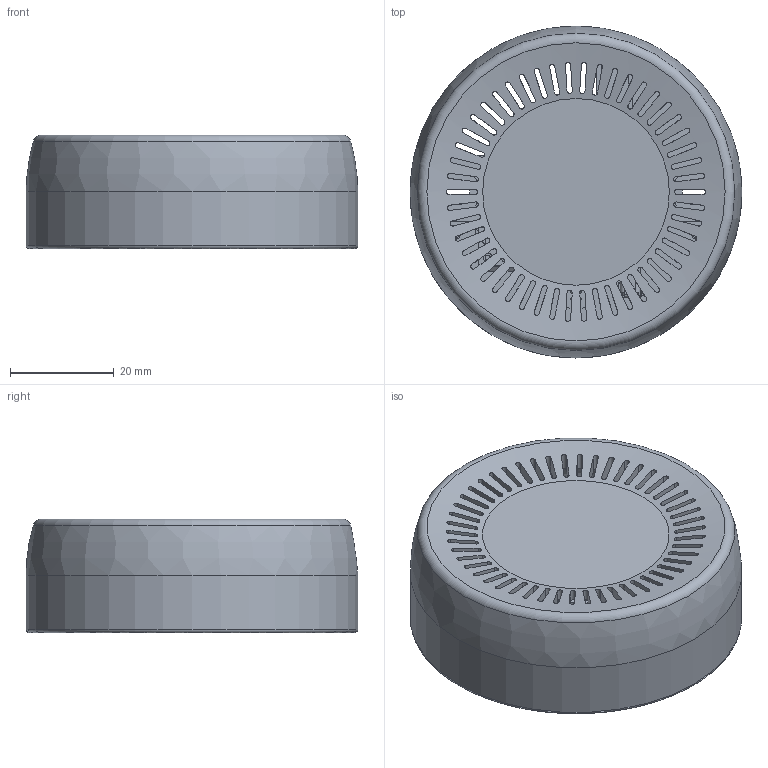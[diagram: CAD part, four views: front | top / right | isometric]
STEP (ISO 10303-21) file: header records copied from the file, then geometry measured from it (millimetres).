
FILE_DESCRIPTION(('STEP AP214'), '1');
FILE_NAME('栖闉罻', '', ('UNSPECIFIED'), ('UNSPECIFIED'), 'C3D Converter', 'C3D Toolkit', '');
FILE_SCHEMA(('AUTOMOTIVE_DESIGN { 1 0 10303 214 3 1 1}'));
Length unit declared in the file: millimetre
Products named in the file (7): Деталь 1; Деталь 2; Деталь 3; Деталь 4; Винт
Assembly tree (6 placements, depth 3):
  (unnamed)
    Деталь 1
    Деталь 2
    Деталь 3
    Деталь 4
    Винт
      (unnamed)
Bounding box: 64 x 64 x 21.93 mm (x, y, z)
Volume: 27359 mm3; surface area: 28939.3 mm2
Topology: 7 solids, 7 shells, 4733 faces, 13646 edges, 8916 vertices
Faces by surface type: plane 3291, cylinder 872, revolution 398, bspline 89, cone 45, torus 38
Full cylindrical faces by diameter (mm): 0.5 x24, 0.8 x1, 1 x15, 1.1 x1, 1.2 x4, 1.3 x2, 1.4 x2, 1.8 x8, 1.9 x4, 2 x2, 2.5 x2, 3.5 x1, 5 x2, 7 x2, 9 x2, 58.4 x1, 60.4 x1, 64 x1
Entity records: 218429 total; most frequent: CARTESIAN_POINT 65926, ORIENTED_EDGE 27068, DIRECTION 22314, EDGE_CURVE 13534, LINE 10038, VECTOR 10038, VERTEX_POINT 8913, AXIS2_PLACEMENT_3D 5939
